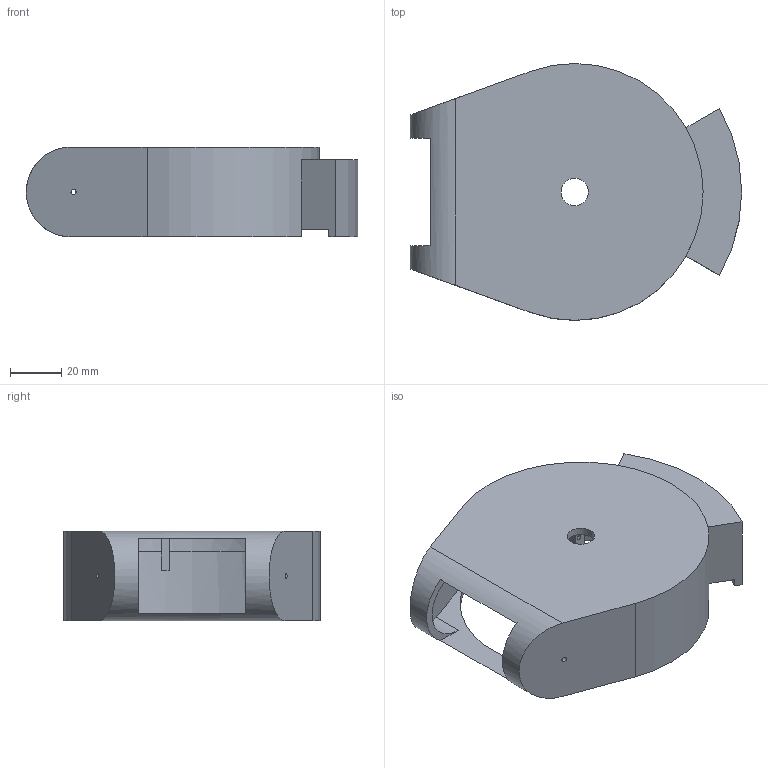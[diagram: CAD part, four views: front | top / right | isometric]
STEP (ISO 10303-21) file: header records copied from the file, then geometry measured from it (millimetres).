
FILE_DESCRIPTION(/* description */ (''),/* implementation_level */ '2;1');
FILE_NAME(/* name */ 'башня v20.step',/* time_stamp */ '2022-03-13T18:47:00+03:00',/* author */ (''),/* organization */ (''),/* preprocessor_version */ 'ST-DEVELOPER v18.1',/* originating_system */ 'Autodesk Translation Framework v10.13.0.1454',/* authorisation */ '');
FILE_SCHEMA (('AUTOMOTIVE_DESIGN { 1 0 10303 214 3 1 1 }'));
Length unit declared in the file: millimetre
Products named in the file (1): башня
Bounding box: 129.03 x 100 x 35 mm (x, y, z)
Volume: 62891.8 mm3; surface area: 44267.7 mm2
Topology: 1 solids, 1 shells, 61 faces, 166 edges, 108 vertices
Faces by surface type: plane 43, cylinder 18
Full cylindrical faces by diameter (mm): 2 x4, 3 x2, 10.7 x1
Entity records: 1991 total; most frequent: DIRECTION 340, CARTESIAN_POINT 336, ORIENTED_EDGE 332, EDGE_CURVE 166, LINE 116, VECTOR 116, AXIS2_PLACEMENT_3D 112, VERTEX_POINT 108
